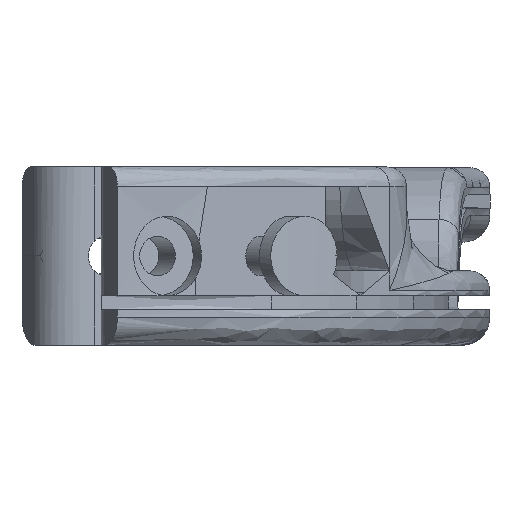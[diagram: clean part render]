
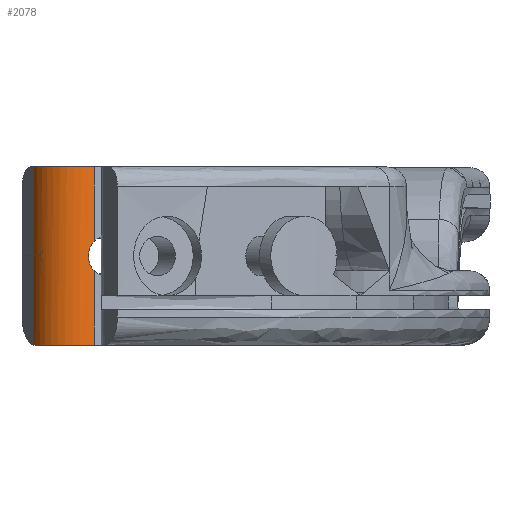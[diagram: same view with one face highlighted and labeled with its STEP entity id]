
A CAD part, left-side view. The second image highlights one B-rep face of the part: STEP entity #2078.
In plain terms, the highlighted cylindrical face has radius 2.2 mm (diameter 4.4 mm), a partial arc.
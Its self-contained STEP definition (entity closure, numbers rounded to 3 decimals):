
#166=FACE_OUTER_BOUND('',#295,.T.);
#295=EDGE_LOOP('',(#1533,#1534,#1535,#1536,#1537,#1538,#1539));
#423=CIRCLE('',#2217,2.2);
#427=CIRCLE('',#2222,2.2);
#557=B_SPLINE_CURVE_WITH_KNOTS('',3,(#4031,#4032,#4033,#4034,#4035,#4036,
#4037,#4038,#4039,#4040,#4041,#4042,#4043,#4044,#4045),.UNSPECIFIED.,.F.,
 .F.,(4,2,2,3,2,2,4),(0.569,0.572,0.61,
0.648,0.686,0.724,0.726),
 .UNSPECIFIED.);
#558=B_SPLINE_CURVE_WITH_KNOTS('',3,(#4052,#4053,#4054,#4055),
 .UNSPECIFIED.,.F.,.F.,(4,4),(-0.228,-0.21),
 .UNSPECIFIED.);
#679=LINE('',#4047,#764);
#680=LINE('',#4051,#765);
#681=LINE('',#4056,#766);
#764=VECTOR('',#2447,10.);
#765=VECTOR('',#2450,10.);
#766=VECTOR('',#2451,10.);
#892=VERTEX_POINT('',#3869);
#893=VERTEX_POINT('',#3871);
#901=VERTEX_POINT('',#4029);
#902=VERTEX_POINT('',#4030);
#903=VERTEX_POINT('',#4046);
#904=VERTEX_POINT('',#4048);
#905=VERTEX_POINT('',#4050);
#1129=EDGE_CURVE('',#892,#893,#423,.T.);
#1139=EDGE_CURVE('',#901,#902,#557,.T.);
#1140=EDGE_CURVE('',#903,#901,#679,.T.);
#1141=EDGE_CURVE('',#904,#903,#427,.T.);
#1142=EDGE_CURVE('',#905,#904,#680,.T.);
#1143=EDGE_CURVE('',#893,#905,#558,.T.);
#1144=EDGE_CURVE('',#902,#892,#681,.T.);
#1533=ORIENTED_EDGE('',*,*,#1139,.F.);
#1534=ORIENTED_EDGE('',*,*,#1140,.F.);
#1535=ORIENTED_EDGE('',*,*,#1141,.F.);
#1536=ORIENTED_EDGE('',*,*,#1142,.F.);
#1537=ORIENTED_EDGE('',*,*,#1143,.F.);
#1538=ORIENTED_EDGE('',*,*,#1129,.F.);
#1539=ORIENTED_EDGE('',*,*,#1144,.F.);
#2029=CYLINDRICAL_SURFACE('',#2221,2.2);
#2078=ADVANCED_FACE('',(#166),#2029,.T.);
#2217=AXIS2_PLACEMENT_3D('',#3872,#2436,#2437);
#2221=AXIS2_PLACEMENT_3D('',#4028,#2445,#2446);
#2222=AXIS2_PLACEMENT_3D('',#4049,#2448,#2449);
#2436=DIRECTION('center_axis',(0.,0.,-1.));
#2437=DIRECTION('ref_axis',(-0.953,0.302,0.));
#2445=DIRECTION('center_axis',(0.,0.,
-1.));
#2446=DIRECTION('ref_axis',(-0.953,0.302,0.));
#2447=DIRECTION('',(0.,0.,-1.));
#2448=DIRECTION('center_axis',(0.,0.,1.));
#2449=DIRECTION('ref_axis',(-0.953,0.302,0.));
#2450=DIRECTION('',(0.,0.,1.));
#2451=DIRECTION('',(0.,0.,-1.));
#3869=CARTESIAN_POINT('',(-15.107,8.729,-8.95));
#3871=CARTESIAN_POINT('',(-14.299,11.689,-8.95));
#3872=CARTESIAN_POINT('Origin',(-13.182,9.794,-8.95));
#4028=CARTESIAN_POINT('Origin',(-13.182,9.794,-4.45));
#4029=CARTESIAN_POINT('',(-15.107,8.729,-3.721));
#4030=CARTESIAN_POINT('',(-15.107,8.729,-5.179));
#4031=CARTESIAN_POINT('Ctrl Pts',(-15.107,8.729,-3.721));
#4032=CARTESIAN_POINT('Ctrl Pts',(-15.111,8.735,-3.728));
#4033=CARTESIAN_POINT('Ctrl Pts',(-15.114,8.741,-3.734));
#4034=CARTESIAN_POINT('Ctrl Pts',(-15.16,8.825,-3.829));
#4035=CARTESIAN_POINT('Ctrl Pts',(-15.191,8.896,-3.942));
#4036=CARTESIAN_POINT('Ctrl Pts',(-15.231,8.991,-4.189));
#4037=CARTESIAN_POINT('Ctrl Pts',(-15.24,9.015,-4.324));
#4038=CARTESIAN_POINT('Ctrl Pts',(-15.24,9.015,-4.45));
#4039=CARTESIAN_POINT('Ctrl Pts',(-15.24,9.015,-4.576));
#4040=CARTESIAN_POINT('Ctrl Pts',(-15.231,8.991,-4.711));
#4041=CARTESIAN_POINT('Ctrl Pts',(-15.191,8.896,-4.958));
#4042=CARTESIAN_POINT('Ctrl Pts',(-15.16,8.825,-5.071));
#4043=CARTESIAN_POINT('Ctrl Pts',(-15.114,8.741,-5.166));
#4044=CARTESIAN_POINT('Ctrl Pts',(-15.111,8.735,-5.172));
#4045=CARTESIAN_POINT('Ctrl Pts',(-15.107,8.729,-5.179));
#4046=CARTESIAN_POINT('',(-15.107,8.729,0.05));
#4047=CARTESIAN_POINT('',(-15.107,8.729,-4.45));
#4048=CARTESIAN_POINT('',(-14.144,11.772,0.05));
#4049=CARTESIAN_POINT('Origin',(-13.182,9.794,0.05));
#4050=CARTESIAN_POINT('',(-14.144,11.772,-8.941));
#4051=CARTESIAN_POINT('',(-14.144,11.772,-4.45));
#4052=CARTESIAN_POINT('Ctrl Pts',(-14.299,11.689,-8.95));
#4053=CARTESIAN_POINT('Ctrl Pts',(-14.248,11.719,-8.95));
#4054=CARTESIAN_POINT('Ctrl Pts',(-14.197,11.747,-8.947));
#4055=CARTESIAN_POINT('Ctrl Pts',(-14.144,11.772,-8.941));
#4056=CARTESIAN_POINT('',(-15.107,8.729,-4.45));
